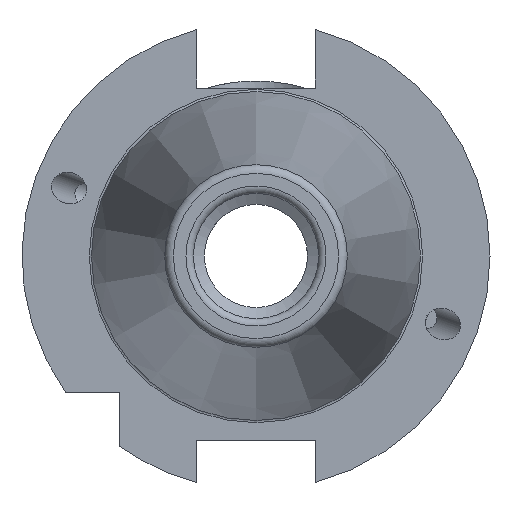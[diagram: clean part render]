
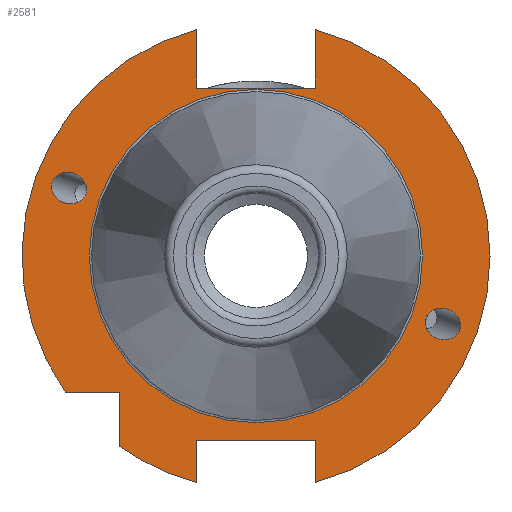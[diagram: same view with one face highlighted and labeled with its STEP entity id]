
A CAD part, left-side view. The second image highlights one B-rep face of the part: STEP entity #2581.
In plain terms, the highlighted planar face has unit normal (-1, 0, 0).
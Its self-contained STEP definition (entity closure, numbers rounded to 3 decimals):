
#721=CARTESIAN_POINT('',(3.2,-23.093,-8.405));
#722=VERTEX_POINT('',#721);
#723=CARTESIAN_POINT('',(3.2,-25.372,-9.235));
#724=DIRECTION('',(1.0,0.0,0.0));
#725=DIRECTION('',(0.0,-0.94,-0.342));
#726=AXIS2_PLACEMENT_3D('',#723,#724,#725);
#727=ELLIPSE('',#726,2.425,2.1);
#728=EDGE_CURVE('',#722,#722,#727,.T.);
#758=CARTESIAN_POINT('',(3.2,23.093,8.405));
#759=VERTEX_POINT('',#758);
#760=CARTESIAN_POINT('',(3.2,25.372,9.235));
#761=DIRECTION('',(1.0,0.0,0.0));
#762=DIRECTION('',(0.0,0.94,0.342));
#763=AXIS2_PLACEMENT_3D('',#760,#761,#762);
#764=ELLIPSE('',#763,2.425,2.1);
#765=EDGE_CURVE('',#759,#759,#764,.T.);
#1710=CARTESIAN_POINT('',(3.2,18.5,-18.5));
#1711=VERTEX_POINT('',#1710);
#1712=CARTESIAN_POINT('',(3.2,18.5,-25.834));
#1713=VERTEX_POINT('',#1712);
#1714=CARTESIAN_POINT('',(3.2,18.5,-18.5));
#1715=DIRECTION('',(0.0,0.0,-1.0));
#1716=VECTOR('',#1715,7.334);
#1717=LINE('',#1714,#1716);
#1718=EDGE_CURVE('',#1711,#1713,#1717,.T.);
#1833=CARTESIAN_POINT('',(3.2,25.834,-18.5));
#1834=VERTEX_POINT('',#1833);
#1835=CARTESIAN_POINT('',(3.2,25.834,-18.5));
#1836=DIRECTION('',(0.0,-1.0,0.0));
#1837=VECTOR('',#1836,7.334);
#1838=LINE('',#1835,#1837);
#1839=EDGE_CURVE('',#1834,#1711,#1838,.T.);
#1934=CARTESIAN_POINT('',(3.2,8.05,30.738));
#1935=VERTEX_POINT('',#1934);
#1936=CARTESIAN_POINT('',(3.2,0.0,0.));
#1937=DIRECTION('',(-1.0,0.0,0.));
#1938=DIRECTION('',(0.,0.0,1.0));
#1939=AXIS2_PLACEMENT_3D('',#1936,#1937,#1938);
#1940=CIRCLE('',#1939,31.775);
#1941=EDGE_CURVE('',#1935,#1834,#1940,.T.);
#2329=CARTESIAN_POINT('',(3.2,8.05,-25.0));
#2330=VERTEX_POINT('',#2329);
#2337=CARTESIAN_POINT('',(3.2,8.05,-30.738));
#2338=VERTEX_POINT('',#2337);
#2339=CARTESIAN_POINT('',(3.2,8.05,-30.738));
#2340=DIRECTION('',(0.0,0.0,1.0));
#2341=VECTOR('',#2340,5.738);
#2342=LINE('',#2339,#2341);
#2343=EDGE_CURVE('',#2338,#2330,#2342,.T.);
#2393=CARTESIAN_POINT('',(3.2,-8.05,-30.738));
#2394=VERTEX_POINT('',#2393);
#2401=CARTESIAN_POINT('',(3.2,-8.05,-25.0));
#2402=VERTEX_POINT('',#2401);
#2403=CARTESIAN_POINT('',(3.2,-8.05,-25.0));
#2404=DIRECTION('',(0.0,0.0,-1.0));
#2405=VECTOR('',#2404,5.738);
#2406=LINE('',#2403,#2405);
#2407=EDGE_CURVE('',#2402,#2394,#2406,.T.);
#2426=CARTESIAN_POINT('',(3.2,8.05,-25.0));
#2427=DIRECTION('',(0.0,-1.0,0.0));
#2428=VECTOR('',#2427,16.1);
#2429=LINE('',#2426,#2428);
#2430=EDGE_CURVE('',#2330,#2402,#2429,.T.);
#2513=CARTESIAN_POINT('',(3.2,0.0,27.233));
#2514=DIRECTION('',(-1.0,0.0,0.0));
#2515=DIRECTION('',(0.0,0.0,1.0));
#2516=AXIS2_PLACEMENT_3D('',#2513,#2514,#2515);
#2517=PLANE('',#2516);
#2518=ORIENTED_EDGE('',*,*,#1718,.T.);
#2519=CARTESIAN_POINT('',(3.2,0.0,0.));
#2520=DIRECTION('',(-1.0,0.0,0.));
#2521=DIRECTION('',(0.,0.0,1.0));
#2522=AXIS2_PLACEMENT_3D('',#2519,#2520,#2521);
#2523=CIRCLE('',#2522,31.775);
#2524=EDGE_CURVE('',#1713,#2338,#2523,.T.);
#2525=ORIENTED_EDGE('',*,*,#2524,.T.);
#2526=ORIENTED_EDGE('',*,*,#2343,.T.);
#2527=ORIENTED_EDGE('',*,*,#2430,.T.);
#2528=ORIENTED_EDGE('',*,*,#2407,.T.);
#2529=CARTESIAN_POINT('',(3.2,-8.05,30.738));
#2530=VERTEX_POINT('',#2529);
#2531=CARTESIAN_POINT('',(3.2,0.0,0.));
#2532=DIRECTION('',(-1.0,0.0,0.));
#2533=DIRECTION('',(0.,0.0,1.0));
#2534=AXIS2_PLACEMENT_3D('',#2531,#2532,#2533);
#2535=CIRCLE('',#2534,31.775);
#2536=EDGE_CURVE('',#2394,#2530,#2535,.T.);
#2537=ORIENTED_EDGE('',*,*,#2536,.T.);
#2538=CARTESIAN_POINT('',(3.2,-8.05,22.8));
#2539=VERTEX_POINT('',#2538);
#2540=CARTESIAN_POINT('',(3.2,-8.05,30.738));
#2541=DIRECTION('',(0.0,0.0,-1.0));
#2542=VECTOR('',#2541,7.938);
#2543=LINE('',#2540,#2542);
#2544=EDGE_CURVE('',#2530,#2539,#2543,.T.);
#2545=ORIENTED_EDGE('',*,*,#2544,.T.);
#2546=CARTESIAN_POINT('',(3.2,8.05,22.8));
#2547=VERTEX_POINT('',#2546);
#2548=CARTESIAN_POINT('',(3.2,-8.05,22.8));
#2549=DIRECTION('',(0.0,1.0,0.0));
#2550=VECTOR('',#2549,16.1);
#2551=LINE('',#2548,#2550);
#2552=EDGE_CURVE('',#2539,#2547,#2551,.T.);
#2553=ORIENTED_EDGE('',*,*,#2552,.T.);
#2554=CARTESIAN_POINT('',(3.2,8.05,22.8));
#2555=DIRECTION('',(0.0,0.0,1.0));
#2556=VECTOR('',#2555,7.938);
#2557=LINE('',#2554,#2556);
#2558=EDGE_CURVE('',#2547,#1935,#2557,.T.);
#2559=ORIENTED_EDGE('',*,*,#2558,.T.);
#2560=ORIENTED_EDGE('',*,*,#1941,.T.);
#2561=ORIENTED_EDGE('',*,*,#1839,.T.);
#2562=EDGE_LOOP('',(#2518,#2525,#2526,#2527,#2528,#2537,#2545,#2553,#2559,#2560,#2561));
#2563=FACE_OUTER_BOUND('',#2562,.T.);
#2564=ORIENTED_EDGE('',*,*,#728,.T.);
#2565=EDGE_LOOP('',(#2564));
#2566=FACE_BOUND('',#2565,.T.);
#2567=ORIENTED_EDGE('',*,*,#765,.T.);
#2568=EDGE_LOOP('',(#2567));
#2569=FACE_BOUND('',#2568,.T.);
#2570=CARTESIAN_POINT('',(3.2,22.625,0.0));
#2571=VERTEX_POINT('',#2570);
#2572=CARTESIAN_POINT('',(3.2,0.0,0.0));
#2573=DIRECTION('',(-1.0,0.0,0.0));
#2574=DIRECTION('',(0.0,1.0,0.0));
#2575=AXIS2_PLACEMENT_3D('',#2572,#2573,#2574);
#2576=CIRCLE('',#2575,22.625);
#2577=EDGE_CURVE('',#2571,#2571,#2576,.T.);
#2578=ORIENTED_EDGE('',*,*,#2577,.F.);
#2579=EDGE_LOOP('',(#2578));
#2580=FACE_BOUND('',#2579,.T.);
#2581=ADVANCED_FACE('',(#2563,#2566,#2569,#2580),#2517,.T.);
